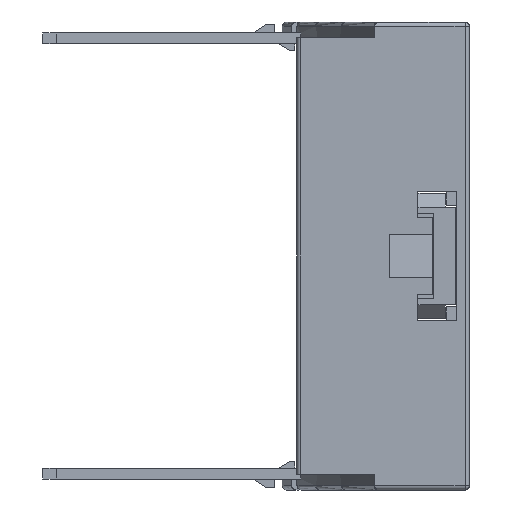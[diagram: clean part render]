
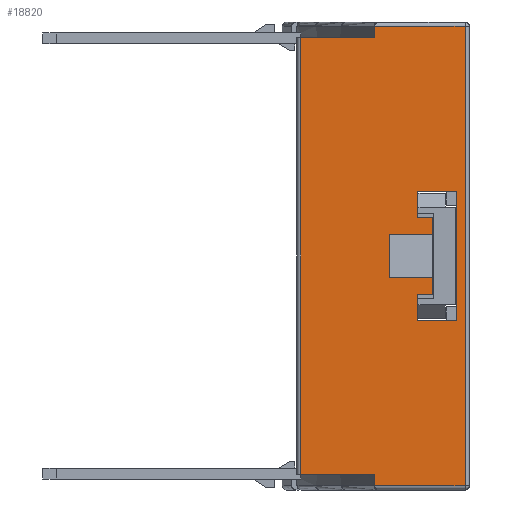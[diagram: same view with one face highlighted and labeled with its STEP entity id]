
A CAD part, left-side view. The second image highlights one B-rep face of the part: STEP entity #18820.
In plain terms, the highlighted planar face has unit normal (-1, 0, 0).
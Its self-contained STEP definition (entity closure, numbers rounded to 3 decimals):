
#17170=CARTESIAN_POINT('',(-44.6,-2.492,
20.472));
#17180=DIRECTION('',(1.,0.,0.));
#17190=DIRECTION('',(0.,1.,0.));
#17200=AXIS2_PLACEMENT_3D('',#17170,#17180,#17190);
#17210=PLANE('',#17200);
#17220=CARTESIAN_POINT('',(-44.6,10.,
27.1));
#17230=DIRECTION('',(0.,-1.,0.));
#17240=VECTOR('',#17230,1.);
#17250=LINE('',#17220,#17240);
#17260=CARTESIAN_POINT('',(-44.6,0.,
27.1));
#17270=VERTEX_POINT('',#17260);
#17280=CARTESIAN_POINT('',(-44.6,-4.5,
27.1));
#17290=VERTEX_POINT('',#17280);
#17300=EDGE_CURVE('',#17270,#17290,#17250,.T.);
#17310=ORIENTED_EDGE('',*,*,#17300,.T.);
#17320=CARTESIAN_POINT('',(-44.6,0.,
19.167));
#17330=DIRECTION('',(0.,0.,1.));
#17340=VECTOR('',#17330,1.);
#17350=LINE('',#17320,#17340);
#17360=CARTESIAN_POINT('',(-44.6,0.,
24.1));
#17370=VERTEX_POINT('',#17360);
#17380=EDGE_CURVE('',#17370,#17270,#17350,.T.);
#17390=ORIENTED_EDGE('',*,*,#17380,.T.);
#17400=CARTESIAN_POINT('',(-44.6,10.,
24.1));
#17410=DIRECTION('',(0.,1.,0.));
#17420=VECTOR('',#17410,1.);
#17430=LINE('',#17400,#17420);
#17440=CARTESIAN_POINT('',(-44.6,-1.75,
24.1));
#17450=VERTEX_POINT('',#17440);
#17460=EDGE_CURVE('',#17450,#17370,#17430,.T.);
#17470=ORIENTED_EDGE('',*,*,#17460,.T.);
#17480=CARTESIAN_POINT('',(-44.6,-1.75,
19.167));
#17490=DIRECTION('',(0.,0.,-1.));
#17500=VECTOR('',#17490,1.);
#17510=LINE('',#17480,#17500);
#17520=CARTESIAN_POINT('',(-44.6,-1.75,
22.2));
#17530=VERTEX_POINT('',#17520);
#17540=EDGE_CURVE('',#17450,#17530,#17510,.T.);
#17550=ORIENTED_EDGE('',*,*,#17540,.F.);
#17560=CARTESIAN_POINT('',(-44.6,10.,
22.2));
#17570=DIRECTION('',(0.,-1.,0.));
#17580=VECTOR('',#17570,1.);
#17590=LINE('',#17560,#17580);
#17600=CARTESIAN_POINT('',(-44.6,3.195,
22.2));
#17610=VERTEX_POINT('',#17600);
#17620=EDGE_CURVE('',#17610,#17530,#17590,.T.);
#17630=ORIENTED_EDGE('',*,*,#17620,.T.);
#17640=CARTESIAN_POINT('',(-44.6,3.195,
19.167));
#17650=DIRECTION('',(0.,0.,-1.));
#17660=VECTOR('',#17650,1.);
#17670=LINE('',#17640,#17660);
#17680=CARTESIAN_POINT('',(-44.6,3.195,
17.2));
#17690=VERTEX_POINT('',#17680);
#17700=EDGE_CURVE('',#17610,#17690,#17670,.T.);
#17710=ORIENTED_EDGE('',*,*,#17700,.F.);
#17720=CARTESIAN_POINT('',(-44.6,10.,
17.2));
#17730=DIRECTION('',(0.,1.,0.));
#17740=VECTOR('',#17730,1.);
#17750=LINE('',#17720,#17740);
#17760=CARTESIAN_POINT('',(-44.6,-1.75,
17.2));
#17770=VERTEX_POINT('',#17760);
#17780=EDGE_CURVE('',#17770,#17690,#17750,.T.);
#17790=ORIENTED_EDGE('',*,*,#17780,.T.);
#17800=CARTESIAN_POINT('',(-44.6,-1.75,
15.3));
#17810=VERTEX_POINT('',#17800);
#17820=EDGE_CURVE('',#17770,#17810,#17510,.T.);
#17830=ORIENTED_EDGE('',*,*,#17820,.F.);
#17840=CARTESIAN_POINT('',(-44.6,10.,
15.3));
#17850=DIRECTION('',(0.,-1.,0.));
#17860=VECTOR('',#17850,1.);
#17870=LINE('',#17840,#17860);
#17880=CARTESIAN_POINT('',(-44.6,0.,
15.3));
#17890=VERTEX_POINT('',#17880);
#17900=EDGE_CURVE('',#17890,#17810,#17870,.T.);
#17910=ORIENTED_EDGE('',*,*,#17900,.T.);
#17920=CARTESIAN_POINT('',(-44.6,0.,
19.167));
#17930=DIRECTION('',(0.,0.,-1.));
#17940=VECTOR('',#17930,1.);
#17950=LINE('',#17920,#17940);
#17960=CARTESIAN_POINT('',(-44.6,0.,
12.3));
#17970=VERTEX_POINT('',#17960);
#17980=EDGE_CURVE('',#17890,#17970,#17950,.T.);
#17990=ORIENTED_EDGE('',*,*,#17980,.F.);
#18000=CARTESIAN_POINT('',(-44.6,10.,
12.3));
#18010=DIRECTION('',(0.,1.,0.));
#18020=VECTOR('',#18010,1.);
#18030=LINE('',#18000,#18020);
#18040=CARTESIAN_POINT('',(-44.6,-4.5,
12.3));
#18050=VERTEX_POINT('',#18040);
#18060=EDGE_CURVE('',#18050,#17970,#18030,.T.);
#18070=ORIENTED_EDGE('',*,*,#18060,.T.);
#18080=CARTESIAN_POINT('',(-44.6,-4.5,
19.167));
#18090=DIRECTION('',(0.,0.,1.));
#18100=VECTOR('',#18090,1.);
#18110=LINE('',#18080,#18100);
#18120=EDGE_CURVE('',#18050,#17290,#18110,.T.);
#18130=ORIENTED_EDGE('',*,*,#18120,.F.);
#18140=EDGE_LOOP('',(#18130,#18070,#17990,#17910,#17830,#17790,#17710,
#17630,#17550,#17470,#17390,#17310));
#18150=FACE_BOUND('',#18140,.T.);
#18160=CARTESIAN_POINT('',(-44.6,10.,
44.7));
#18170=DIRECTION('',(0.,1.,0.));
#18180=VECTOR('',#18170,1.);
#18190=LINE('',#18160,#18180);
#18200=CARTESIAN_POINT('',(-44.6,4.919,
44.7));
#18210=VERTEX_POINT('',#18200);
#18220=CARTESIAN_POINT('',(-44.6,13.3,
44.7));
#18230=VERTEX_POINT('',#18220);
#18240=EDGE_CURVE('',#18210,#18230,#18190,.T.);
#18250=ORIENTED_EDGE('',*,*,#18240,.T.);
#18260=CARTESIAN_POINT('',(-44.6,4.919,
12.15));
#18270=DIRECTION('',(0.,0.,-1.));
#18280=VECTOR('',#18270,1.);
#18290=LINE('',#18260,#18280);
#18300=CARTESIAN_POINT('',(-44.6,4.919,
46.));
#18310=VERTEX_POINT('',#18300);
#18320=EDGE_CURVE('',#18310,#18210,#18290,.T.);
#18330=ORIENTED_EDGE('',*,*,#18320,.T.);
#18340=CARTESIAN_POINT('',(-44.6,2.512,
46.));
#18350=DIRECTION('',(0.,-1.,0.));
#18360=VECTOR('',#18350,1.);
#18370=LINE('',#18340,#18360);
#18380=CARTESIAN_POINT('',(-44.6,-5.5,
46.));
#18390=VERTEX_POINT('',#18380);
#18400=EDGE_CURVE('',#18310,#18390,#18370,.T.);
#18410=ORIENTED_EDGE('',*,*,#18400,.F.);
#18420=CARTESIAN_POINT('',(-44.6,-5.5,
30.372));
#18430=DIRECTION('',(0.,0.,1.));
#18440=VECTOR('',#18430,1.);
#18450=LINE('',#18420,#18440);
#18460=CARTESIAN_POINT('',(-44.6,-5.5,
-6.6));
#18470=VERTEX_POINT('',#18460);
#18480=EDGE_CURVE('',#18470,#18390,#18450,.T.);
#18490=ORIENTED_EDGE('',*,*,#18480,.T.);
#18500=CARTESIAN_POINT('',(-44.6,10.,
-6.6));
#18510=DIRECTION('',(0.,1.,0.));
#18520=VECTOR('',#18510,1.);
#18530=LINE('',#18500,#18520);
#18540=CARTESIAN_POINT('',(-44.6,4.919,
-6.6));
#18550=VERTEX_POINT('',#18540);
#18560=EDGE_CURVE('',#18470,#18550,#18530,.T.);
#18570=ORIENTED_EDGE('',*,*,#18560,.F.);
#18580=CARTESIAN_POINT('',(-44.6,4.919,
-5.85));
#18590=DIRECTION('',(0.,0.,-1.));
#18600=VECTOR('',#18590,1.);
#18610=LINE('',#18580,#18600);
#18620=CARTESIAN_POINT('',(-44.6,4.919,
-5.3));
#18630=VERTEX_POINT('',#18620);
#18640=EDGE_CURVE('',#18630,#18550,#18610,.T.);
#18650=ORIENTED_EDGE('',*,*,#18640,.T.);
#18660=CARTESIAN_POINT('',(-44.6,10.,
-5.3));
#18670=DIRECTION('',(0.,-1.,0.));
#18680=VECTOR('',#18670,1.);
#18690=LINE('',#18660,#18680);
#18700=CARTESIAN_POINT('',(-44.6,13.3,
-5.3));
#18710=VERTEX_POINT('',#18700);
#18720=EDGE_CURVE('',#18710,#18630,#18690,.T.);
#18730=ORIENTED_EDGE('',*,*,#18720,.T.);
#18740=CARTESIAN_POINT('',(-44.6,13.3,
37.167));
#18750=DIRECTION('',(0.,0.,-1.));
#18760=VECTOR('',#18750,1.);
#18770=LINE('',#18740,#18760);
#18780=EDGE_CURVE('',#18230,#18710,#18770,.T.);
#18790=ORIENTED_EDGE('',*,*,#18780,.T.);
#18800=EDGE_LOOP('',(#18790,#18730,#18650,#18570,#18490,#18410,#18330,
#18250));
#18810=FACE_OUTER_BOUND('',#18800,.T.);
#18820=ADVANCED_FACE('',(#18150,#18810),#17210,.F.);
